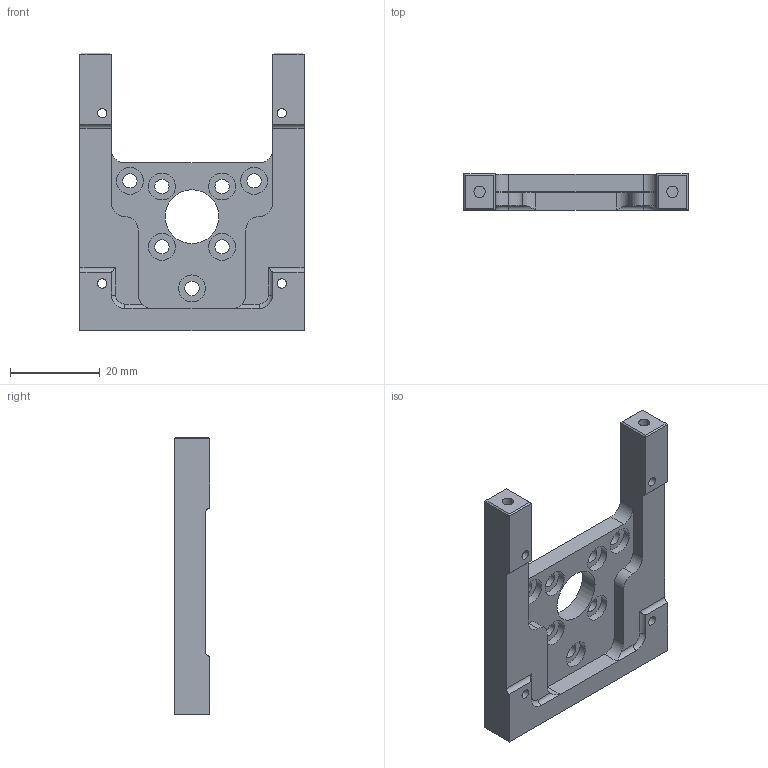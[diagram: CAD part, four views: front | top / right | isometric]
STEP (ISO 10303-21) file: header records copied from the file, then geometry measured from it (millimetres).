
FILE_DESCRIPTION(/* description */ (''),/* implementation_level */ '2;1');
FILE_NAME(/* name */ 'Motor_Mount.step',/* time_stamp */ '2023-09-20T11:32:40+10:00',/* author */ (''),/* organization */ (''),/* preprocessor_version */ 'ST-DEVELOPER v20',/* originating_system */ 'Autodesk Translation Framework v12.14.0.127',/* authorisation */ '');
FILE_SCHEMA (('AUTOMOTIVE_DESIGN { 1 0 10303 214 3 1 1 }'));
Length unit declared in the file: millimetre
Products named in the file (1): Motor Mount
Bounding box: 50 x 8 x 62 mm (x, y, z)
Volume: 11945 mm3; surface area: 7607.6 mm2
Topology: 1 solids, 1 shells, 78 faces, 185 edges, 120 vertices
Faces by surface type: cylinder 39, plane 37, torus 2
Full cylindrical faces by diameter (mm): 2.075 x4, 2.529 x2, 3.2 x7, 3.332 x2, 6 x7, 12 x1
Entity records: 2358 total; most frequent: DIRECTION 419, CARTESIAN_POINT 398, ORIENTED_EDGE 370, EDGE_CURVE 185, AXIS2_PLACEMENT_3D 157, VERTEX_POINT 120, EDGE_LOOP 113, LINE 105
